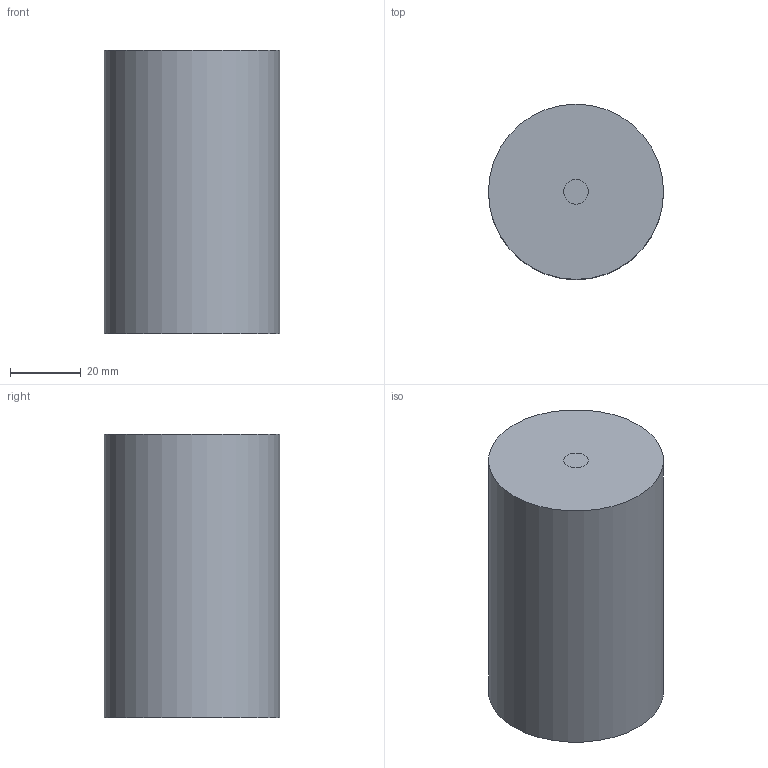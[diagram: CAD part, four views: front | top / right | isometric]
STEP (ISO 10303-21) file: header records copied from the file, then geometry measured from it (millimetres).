
FILE_DESCRIPTION(/* description */ ('This is a sample STEP configuration'),/* implementation_level */ '2;1');
FILE_NAME(/* name */ '636-02900xxxxxxxx SIMPLE.ipt_Rev_00.1.stp',/* time_stamp */ '2023-04-27T16:22:08+02:00',/* author */ ('powerJobs'),/* organization */ ('coolOrange'),/* preprocessor_version */ 'ST-DEVELOPER v19.2',/* originating_system */ 'Autodesk Inventor 2023',/* authorisation */ '');
FILE_SCHEMA (('AUTOMOTIVE_DESIGN { 1 0 10303 214 3 1 1 }'));
Length unit declared in the file: millimetre
Products named in the file (1): ENG000026008
Bounding box: 49.5 x 49.5 x 80 mm (x, y, z)
Volume: 125634 mm3; surface area: 19701.1 mm2
Topology: 1 solids, 1 shells, 17 faces, 37 edges, 28 vertices
Faces by surface type: cylinder 9, plane 8
Full cylindrical faces by diameter (mm): 24.66 x6, 35.8 x1, 45.5 x1, 49.5 x1
Entity records: 542 total; most frequent: DIRECTION 101, CARTESIAN_POINT 83, ORIENTED_EDGE 74, AXIS2_PLACEMENT_3D 46, EDGE_CURVE 37, CIRCLE 28, VERTEX_POINT 28, EDGE_LOOP 23
